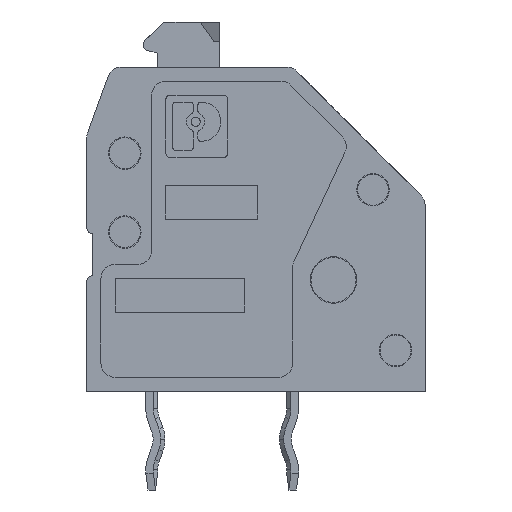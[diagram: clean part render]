
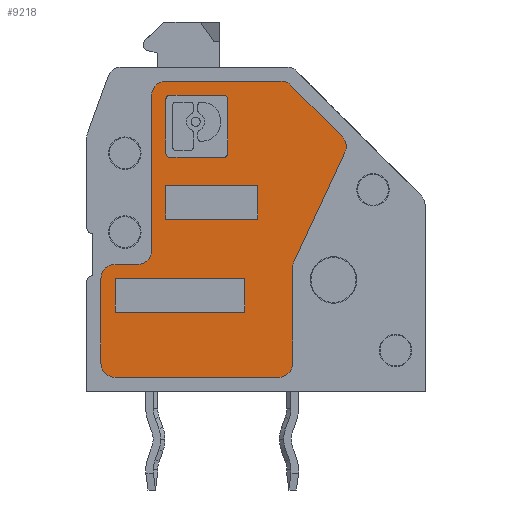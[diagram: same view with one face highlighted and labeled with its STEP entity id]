
A CAD part, left-side view. The second image highlights one B-rep face of the part: STEP entity #9218.
In plain terms, the highlighted planar face has unit normal (-1, 0, 0).
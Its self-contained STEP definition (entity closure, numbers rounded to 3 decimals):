
#7670=VERTEX_POINT('',#7671);
#7671=CARTESIAN_POINT('',(-1.48,2.8,8.686));
#7689=VERTEX_POINT('',#7690);
#7690=CARTESIAN_POINT('',(-1.48,2.946,9.039));
#7696=EDGE_CURVE('',#7689,#7670,#7697,.F.);
#7697=CIRCLE('',#7698,0.5);
#7698=AXIS2_PLACEMENT_3D('',#7699,#7700,#7701);
#7699=CARTESIAN_POINT('',(-1.48,3.3,8.686));
#7700=DIRECTION('',(-1.0,0.0,0.0));
#7701=DIRECTION('',(0.0,1.0,0.0));
#9218=ADVANCED_FACE('',(#9219,#9356,#9390,#9424),#9494,.T.);
#9219=FACE_BOUND('',#9220,.T.);
#9220=EDGE_LOOP('',(#9221,#9231,#9240,#9248,#9257,#9265,#9274,#9282,#9291,#9299,#9308,#9316,#9325,#9333,#9340,#9341,#9349));
#9221=ORIENTED_EDGE('',*,*,#9222,.T.);
#9222=EDGE_CURVE('',#9223,#9225,#9227,.F.);
#9223=VERTEX_POINT('',#9224);
#9224=CARTESIAN_POINT('',(-1.48,5.114,11.0));
#9225=VERTEX_POINT('',#9226);
#9226=CARTESIAN_POINT('',(-1.48,9.2,11.0));
#9227=LINE('',#9228,#9229);
#9228=CARTESIAN_POINT('',(-1.48,4.88,11.0));
#9229=VECTOR('',#9230,1.0);
#9230=DIRECTION('',(0.0,-1.0,0.0));
#9231=ORIENTED_EDGE('',*,*,#9232,.T.);
#9232=EDGE_CURVE('',#9225,#9233,#9235,.T.);
#9233=VERTEX_POINT('',#9234);
#9234=CARTESIAN_POINT('',(-1.48,9.7,10.5));
#9235=CIRCLE('',#9236,0.5);
#9236=AXIS2_PLACEMENT_3D('',#9237,#9238,#9239);
#9237=CARTESIAN_POINT('',(-1.48,9.2,10.5));
#9238=DIRECTION('',(-1.0,0.0,0.0));
#9239=DIRECTION('',(0.0,1.0,0.0));
#9240=ORIENTED_EDGE('',*,*,#9241,.T.);
#9241=EDGE_CURVE('',#9233,#9242,#9244,.F.);
#9242=VERTEX_POINT('',#9243);
#9243=CARTESIAN_POINT('',(-1.48,9.7,5.0));
#9244=LINE('',#9245,#9246);
#9245=CARTESIAN_POINT('',(-1.48,9.7,2.5));
#9246=VECTOR('',#9247,1.0);
#9247=DIRECTION('',(0.0,0.0,1.0));
#9248=ORIENTED_EDGE('',*,*,#9249,.T.);
#9249=EDGE_CURVE('',#9242,#9250,#9252,.F.);
#9250=VERTEX_POINT('',#9251);
#9251=CARTESIAN_POINT('',(-1.48,10.2,4.5));
#9252=CIRCLE('',#9253,0.5);
#9253=AXIS2_PLACEMENT_3D('',#9254,#9255,#9256);
#9254=CARTESIAN_POINT('',(-1.48,10.2,5.0));
#9255=DIRECTION('',(-1.0,0.0,0.0));
#9256=DIRECTION('',(0.0,1.0,0.0));
#9257=ORIENTED_EDGE('',*,*,#9258,.T.);
#9258=EDGE_CURVE('',#9250,#9259,#9261,.F.);
#9259=VERTEX_POINT('',#9260);
#9260=CARTESIAN_POINT('',(-1.48,11.0,4.5));
#9261=LINE('',#9262,#9263);
#9262=CARTESIAN_POINT('',(-1.48,5.78,4.5));
#9263=VECTOR('',#9264,1.0);
#9264=DIRECTION('',(0.0,-1.0,0.0));
#9265=ORIENTED_EDGE('',*,*,#9266,.T.);
#9266=EDGE_CURVE('',#9259,#9267,#9269,.T.);
#9267=VERTEX_POINT('',#9268);
#9268=CARTESIAN_POINT('',(-1.48,11.5,4.0));
#9269=CIRCLE('',#9270,0.5);
#9270=AXIS2_PLACEMENT_3D('',#9271,#9272,#9273);
#9271=CARTESIAN_POINT('',(-1.48,11.0,4.0));
#9272=DIRECTION('',(-1.0,0.0,0.0));
#9273=DIRECTION('',(0.0,1.0,0.0));
#9274=ORIENTED_EDGE('',*,*,#9275,.T.);
#9275=EDGE_CURVE('',#9267,#9276,#9278,.F.);
#9276=VERTEX_POINT('',#9277);
#9277=CARTESIAN_POINT('',(-1.48,11.5,1.0));
#9278=LINE('',#9279,#9280);
#9279=CARTESIAN_POINT('',(-1.48,11.5,0.5));
#9280=VECTOR('',#9281,1.0);
#9281=DIRECTION('',(0.0,0.0,1.0));
#9282=ORIENTED_EDGE('',*,*,#9283,.T.);
#9283=EDGE_CURVE('',#9276,#9284,#9286,.T.);
#9284=VERTEX_POINT('',#9285);
#9285=CARTESIAN_POINT('',(-1.48,11.0,0.5));
#9286=CIRCLE('',#9287,0.5);
#9287=AXIS2_PLACEMENT_3D('',#9288,#9289,#9290);
#9288=CARTESIAN_POINT('',(-1.48,11.0,1.0));
#9289=DIRECTION('',(-1.0,0.0,0.0));
#9290=DIRECTION('',(0.0,1.0,0.0));
#9291=ORIENTED_EDGE('',*,*,#9292,.T.);
#9292=EDGE_CURVE('',#9284,#9293,#9295,.F.);
#9293=VERTEX_POINT('',#9294);
#9294=CARTESIAN_POINT('',(-1.48,5.2,0.5));
#9295=LINE('',#9296,#9297);
#9296=CARTESIAN_POINT('',(-1.48,2.88,0.5));
#9297=VECTOR('',#9298,1.0);
#9298=DIRECTION('',(0.0,1.0,0.0));
#9299=ORIENTED_EDGE('',*,*,#9300,.T.);
#9300=EDGE_CURVE('',#9293,#9301,#9303,.T.);
#9301=VERTEX_POINT('',#9302);
#9302=CARTESIAN_POINT('',(-1.48,4.7,1.0));
#9303=CIRCLE('',#9304,0.5);
#9304=AXIS2_PLACEMENT_3D('',#9305,#9306,#9307);
#9305=CARTESIAN_POINT('',(-1.48,5.2,1.0));
#9306=DIRECTION('',(-1.0,0.0,0.0));
#9307=DIRECTION('',(0.0,1.0,0.0));
#9308=ORIENTED_EDGE('',*,*,#9309,.T.);
#9309=EDGE_CURVE('',#9301,#9310,#9312,.F.);
#9310=VERTEX_POINT('',#9311);
#9311=CARTESIAN_POINT('',(-1.48,4.7,4.389));
#9312=LINE('',#9313,#9314);
#9313=CARTESIAN_POINT('',(-1.48,4.7,2.195));
#9314=VECTOR('',#9315,1.0);
#9315=DIRECTION('',(0.0,0.0,-1.0));
#9316=ORIENTED_EDGE('',*,*,#9317,.T.);
#9317=EDGE_CURVE('',#9310,#9318,#9320,.F.);
#9318=VERTEX_POINT('',#9319);
#9319=CARTESIAN_POINT('',(-1.48,4.653,4.6));
#9320=CIRCLE('',#9321,0.5);
#9321=AXIS2_PLACEMENT_3D('',#9322,#9323,#9324);
#9322=CARTESIAN_POINT('',(-1.48,4.2,4.389));
#9323=DIRECTION('',(-1.0,0.0,0.0));
#9324=DIRECTION('',(0.0,1.0,0.0));
#9325=ORIENTED_EDGE('',*,*,#9326,.T.);
#9326=EDGE_CURVE('',#9318,#9327,#9329,.F.);
#9327=VERTEX_POINT('',#9328);
#9328=CARTESIAN_POINT('',(-1.48,2.847,8.474));
#9329=LINE('',#9330,#9331);
#9330=CARTESIAN_POINT('',(-1.48,4.266,5.432));
#9331=VECTOR('',#9332,1.0);
#9332=DIRECTION('',(0.0,0.423,-0.906));
#9333=ORIENTED_EDGE('',*,*,#9334,.T.);
#9334=EDGE_CURVE('',#9327,#7670,#9335,.T.);
#9335=CIRCLE('',#9336,0.5);
#9336=AXIS2_PLACEMENT_3D('',#9337,#9338,#9339);
#9337=CARTESIAN_POINT('',(-1.48,3.3,8.686));
#9338=DIRECTION('',(-1.0,0.0,0.0));
#9339=DIRECTION('',(0.0,1.0,0.0));
#9340=ORIENTED_EDGE('',*,*,#7696,.F.);
#9341=ORIENTED_EDGE('',*,*,#9342,.T.);
#9342=EDGE_CURVE('',#7689,#9343,#9345,.F.);
#9343=VERTEX_POINT('',#9344);
#9344=CARTESIAN_POINT('',(-1.48,4.761,10.854));
#9345=LINE('',#9346,#9347);
#9346=CARTESIAN_POINT('',(-1.48,0.997,7.09));
#9347=VECTOR('',#9348,1.0);
#9348=DIRECTION('',(0.0,-0.707,-0.707));
#9349=ORIENTED_EDGE('',*,*,#9350,.T.);
#9350=EDGE_CURVE('',#9343,#9223,#9351,.T.);
#9351=CIRCLE('',#9352,0.5);
#9352=AXIS2_PLACEMENT_3D('',#9353,#9354,#9355);
#9353=CARTESIAN_POINT('',(-1.48,5.114,10.5));
#9354=DIRECTION('',(-1.0,0.0,0.0));
#9355=DIRECTION('',(0.0,1.0,0.0));
#9356=FACE_BOUND('',#9357,.T.);
#9357=EDGE_LOOP('',(#9358,#9368,#9376,#9384));
#9358=ORIENTED_EDGE('',*,*,#9359,.T.);
#9359=EDGE_CURVE('',#9360,#9362,#9364,.T.);
#9360=VERTEX_POINT('',#9361);
#9361=CARTESIAN_POINT('',(-1.48,11.,2.81));
#9362=VERTEX_POINT('',#9363);
#9363=CARTESIAN_POINT('',(-1.48,11.,4.));
#9364=LINE('',#9365,#9366);
#9365=CARTESIAN_POINT('',(-1.48,11.,1.405));
#9366=VECTOR('',#9367,1.0);
#9367=DIRECTION('',(0.0,0.0,1.0));
#9368=ORIENTED_EDGE('',*,*,#9369,.T.);
#9369=EDGE_CURVE('',#9362,#9370,#9372,.T.);
#9370=VERTEX_POINT('',#9371);
#9371=CARTESIAN_POINT('',(-1.48,6.408,4.));
#9372=LINE('',#9373,#9374);
#9373=CARTESIAN_POINT('',(-1.48,5.78,4.));
#9374=VECTOR('',#9375,1.0);
#9375=DIRECTION('',(0.0,-1.0,0.0));
#9376=ORIENTED_EDGE('',*,*,#9377,.T.);
#9377=EDGE_CURVE('',#9370,#9378,#9380,.T.);
#9378=VERTEX_POINT('',#9379);
#9379=CARTESIAN_POINT('',(-1.48,6.408,2.81));
#9380=LINE('',#9381,#9382);
#9381=CARTESIAN_POINT('',(-1.48,6.408,2.));
#9382=VECTOR('',#9383,1.0);
#9383=DIRECTION('',(0.0,0.0,-1.0));
#9384=ORIENTED_EDGE('',*,*,#9385,.T.);
#9385=EDGE_CURVE('',#9378,#9360,#9386,.T.);
#9386=LINE('',#9387,#9388);
#9387=CARTESIAN_POINT('',(-1.48,3.484,2.81));
#9388=VECTOR('',#9389,1.0);
#9389=DIRECTION('',(0.0,1.0,0.0));
#9390=FACE_BOUND('',#9391,.T.);
#9391=EDGE_LOOP('',(#9392,#9402,#9410,#9418));
#9392=ORIENTED_EDGE('',*,*,#9393,.T.);
#9393=EDGE_CURVE('',#9394,#9396,#9398,.T.);
#9394=VERTEX_POINT('',#9395);
#9395=CARTESIAN_POINT('',(-1.48,5.934,7.3));
#9396=VERTEX_POINT('',#9397);
#9397=CARTESIAN_POINT('',(-1.48,5.934,6.11));
#9398=LINE('',#9399,#9400);
#9399=CARTESIAN_POINT('',(-1.48,5.934,3.65));
#9400=VECTOR('',#9401,1.0);
#9401=DIRECTION('',(0.0,0.0,-1.0));
#9402=ORIENTED_EDGE('',*,*,#9403,.T.);
#9403=EDGE_CURVE('',#9396,#9404,#9406,.T.);
#9404=VERTEX_POINT('',#9405);
#9405=CARTESIAN_POINT('',(-1.48,9.2,6.11));
#9406=LINE('',#9407,#9408);
#9407=CARTESIAN_POINT('',(-1.48,3.247,6.11));
#9408=VECTOR('',#9409,1.0);
#9409=DIRECTION('',(0.0,1.0,0.0));
#9410=ORIENTED_EDGE('',*,*,#9411,.T.);
#9411=EDGE_CURVE('',#9404,#9412,#9414,.T.);
#9412=VERTEX_POINT('',#9413);
#9413=CARTESIAN_POINT('',(-1.48,9.2,7.3));
#9414=LINE('',#9415,#9416);
#9415=CARTESIAN_POINT('',(-1.48,9.2,3.055));
#9416=VECTOR('',#9417,1.0);
#9417=DIRECTION('',(0.0,0.0,1.0));
#9418=ORIENTED_EDGE('',*,*,#9419,.T.);
#9419=EDGE_CURVE('',#9412,#9394,#9420,.T.);
#9420=LINE('',#9421,#9422);
#9421=CARTESIAN_POINT('',(-1.48,4.88,7.3));
#9422=VECTOR('',#9423,1.0);
#9423=DIRECTION('',(0.0,-1.0,0.0));
#9424=FACE_BOUND('',#9425,.T.);
#9425=EDGE_LOOP('',(#9426,#9437,#9445,#9454,#9462,#9471,#9479,#9488));
#9426=ORIENTED_EDGE('',*,*,#9427,.T.);
#9427=EDGE_CURVE('',#9428,#9430,#9432,.F.);
#9428=VERTEX_POINT('',#9429);
#9429=CARTESIAN_POINT('',(-1.48,9.054,8.3));
#9430=VERTEX_POINT('',#9431);
#9431=CARTESIAN_POINT('',(-1.48,9.2,8.446));
#9432=CIRCLE('',#9433,0.146);
#9433=AXIS2_PLACEMENT_3D('',#9434,#9435,#9436);
#9434=CARTESIAN_POINT('',(-1.48,9.054,8.446));
#9435=DIRECTION('',(-1.0,0.0,0.0));
#9436=DIRECTION('',(0.0,-1.0,0.0));
#9437=ORIENTED_EDGE('',*,*,#9438,.T.);
#9438=EDGE_CURVE('',#9430,#9439,#9441,.T.);
#9439=VERTEX_POINT('',#9440);
#9440=CARTESIAN_POINT('',(-1.48,9.2,10.354));
#9441=LINE('',#9442,#9443);
#9442=CARTESIAN_POINT('',(-1.48,9.2,4.223));
#9443=VECTOR('',#9444,1.0);
#9444=DIRECTION('',(0.0,0.0,1.0));
#9445=ORIENTED_EDGE('',*,*,#9446,.T.);
#9446=EDGE_CURVE('',#9439,#9447,#9449,.F.);
#9447=VERTEX_POINT('',#9448);
#9448=CARTESIAN_POINT('',(-1.48,9.054,10.5));
#9449=CIRCLE('',#9450,0.146);
#9450=AXIS2_PLACEMENT_3D('',#9451,#9452,#9453);
#9451=CARTESIAN_POINT('',(-1.48,9.054,10.354));
#9452=DIRECTION('',(-1.0,0.0,0.0));
#9453=DIRECTION('',(0.0,-1.0,0.0));
#9454=ORIENTED_EDGE('',*,*,#9455,.T.);
#9455=EDGE_CURVE('',#9447,#9456,#9458,.T.);
#9456=VERTEX_POINT('',#9457);
#9457=CARTESIAN_POINT('',(-1.48,7.149,10.5));
#9458=LINE('',#9459,#9460);
#9459=CARTESIAN_POINT('',(-1.48,4.807,10.5));
#9460=VECTOR('',#9461,1.0);
#9461=DIRECTION('',(0.0,-1.0,0.0));
#9462=ORIENTED_EDGE('',*,*,#9463,.T.);
#9463=EDGE_CURVE('',#9456,#9464,#9466,.F.);
#9464=VERTEX_POINT('',#9465);
#9465=CARTESIAN_POINT('',(-1.48,7.003,10.354));
#9466=CIRCLE('',#9467,0.146);
#9467=AXIS2_PLACEMENT_3D('',#9468,#9469,#9470);
#9468=CARTESIAN_POINT('',(-1.48,7.149,10.354));
#9469=DIRECTION('',(-1.0,0.0,0.0));
#9470=DIRECTION('',(0.0,-1.0,0.0));
#9471=ORIENTED_EDGE('',*,*,#9472,.T.);
#9472=EDGE_CURVE('',#9464,#9473,#9475,.T.);
#9473=VERTEX_POINT('',#9474);
#9474=CARTESIAN_POINT('',(-1.48,7.003,8.446));
#9475=LINE('',#9476,#9477);
#9476=CARTESIAN_POINT('',(-1.48,7.003,5.177));
#9477=VECTOR('',#9478,1.0);
#9478=DIRECTION('',(0.0,0.0,-1.0));
#9479=ORIENTED_EDGE('',*,*,#9480,.T.);
#9480=EDGE_CURVE('',#9473,#9481,#9483,.F.);
#9481=VERTEX_POINT('',#9482);
#9482=CARTESIAN_POINT('',(-1.48,7.149,8.3));
#9483=CIRCLE('',#9484,0.146);
#9484=AXIS2_PLACEMENT_3D('',#9485,#9486,#9487);
#9485=CARTESIAN_POINT('',(-1.48,7.149,8.446));
#9486=DIRECTION('',(-1.0,0.0,0.0));
#9487=DIRECTION('',(0.0,-1.0,0.0));
#9488=ORIENTED_EDGE('',*,*,#9489,.T.);
#9489=EDGE_CURVE('',#9481,#9428,#9490,.T.);
#9490=LINE('',#9491,#9492);
#9491=CARTESIAN_POINT('',(-1.48,3.855,8.3));
#9492=VECTOR('',#9493,1.0);
#9493=DIRECTION('',(0.0,1.0,0.0));
#9494=PLANE('',#9495);
#9495=AXIS2_PLACEMENT_3D('',#9496,#9497,#9498);
#9496=CARTESIAN_POINT('',(-1.48,0.561,0.));
#9497=DIRECTION('',(-1.0,0.0,0.0));
#9498=DIRECTION('',(0.0,-1.0,0.0));
